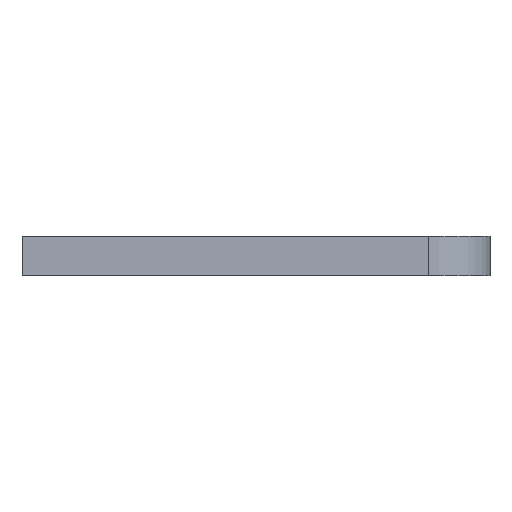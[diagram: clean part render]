
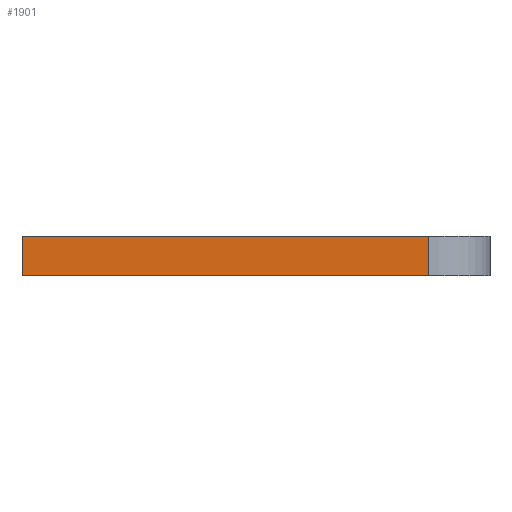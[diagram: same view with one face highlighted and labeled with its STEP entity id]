
A CAD part, left-side view. The second image highlights one B-rep face of the part: STEP entity #1901.
In plain terms, the highlighted planar face has unit normal (-1, 0, 0).
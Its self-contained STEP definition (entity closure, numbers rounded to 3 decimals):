
#55 = PLANE('',#56);
#56 = AXIS2_PLACEMENT_3D('',#57,#58,#59);
#57 = CARTESIAN_POINT('',(131.991,-95.415,0.));
#58 = DIRECTION('',(0.,1.,0.));
#59 = DIRECTION('',(1.,0.,0.));
#83 = PLANE('',#84);
#84 = AXIS2_PLACEMENT_3D('',#85,#86,#87);
#85 = CARTESIAN_POINT('',(148.501,-104.779,1.6));
#86 = DIRECTION('',(-0.,-0.,-1.));
#87 = DIRECTION('',(-1.,0.,0.));
#137 = PLANE('',#138);
#138 = AXIS2_PLACEMENT_3D('',#139,#140,#141);
#139 = CARTESIAN_POINT('',(148.501,-104.779,0.));
#140 = DIRECTION('',(-0.,-0.,-1.));
#141 = DIRECTION('',(-1.,0.,0.));
#152 = EDGE_CURVE('',#153,#155,#157,.T.);
#153 = VERTEX_POINT('',#154);
#154 = CARTESIAN_POINT('',(131.991,-95.415,0.));
#155 = VERTEX_POINT('',#156);
#156 = CARTESIAN_POINT('',(131.991,-95.415,1.6));
#157 = SURFACE_CURVE('',#158,(#162,#169),.PCURVE_S1.);
#158 = LINE('',#159,#160);
#159 = CARTESIAN_POINT('',(131.991,-95.415,0.));
#160 = VECTOR('',#161,1.);
#161 = DIRECTION('',(0.,0.,1.));
#162 = PCURVE('',#55,#163);
#163 = DEFINITIONAL_REPRESENTATION('',(#164),#168);
#164 = LINE('',#165,#166);
#165 = CARTESIAN_POINT('',(0.,0.));
#166 = VECTOR('',#167,1.);
#167 = DIRECTION('',(0.,-1.));
#168 = ( GEOMETRIC_REPRESENTATION_CONTEXT(2) 
PARAMETRIC_REPRESENTATION_CONTEXT() REPRESENTATION_CONTEXT('2D SPACE',''
  ) );
#169 = PCURVE('',#170,#175);
#170 = PLANE('',#171);
#171 = AXIS2_PLACEMENT_3D('',#172,#173,#174);
#172 = CARTESIAN_POINT('',(131.991,-112.052,0.));
#173 = DIRECTION('',(-1.,0.,0.));
#174 = DIRECTION('',(0.,1.,0.));
#175 = DEFINITIONAL_REPRESENTATION('',(#176),#180);
#176 = LINE('',#177,#178);
#177 = CARTESIAN_POINT('',(16.637,0.));
#178 = VECTOR('',#179,1.);
#179 = DIRECTION('',(0.,-1.));
#180 = ( GEOMETRIC_REPRESENTATION_CONTEXT(2) 
PARAMETRIC_REPRESENTATION_CONTEXT() REPRESENTATION_CONTEXT('2D SPACE',''
  ) );
#340 = VERTEX_POINT('',#341);
#341 = CARTESIAN_POINT('',(131.991,-112.052,0.));
#360 = CYLINDRICAL_SURFACE('',#361,2.54);
#361 = AXIS2_PLACEMENT_3D('',#362,#363,#364);
#362 = CARTESIAN_POINT('',(134.531,-112.052,0.));
#363 = DIRECTION('',(-0.,-0.,-1.));
#364 = DIRECTION('',(1.,0.,-0.));
#372 = EDGE_CURVE('',#340,#153,#373,.T.);
#373 = SURFACE_CURVE('',#374,(#378,#385),.PCURVE_S1.);
#374 = LINE('',#375,#376);
#375 = CARTESIAN_POINT('',(131.991,-112.052,0.));
#376 = VECTOR('',#377,1.);
#377 = DIRECTION('',(0.,1.,0.));
#378 = PCURVE('',#137,#379);
#379 = DEFINITIONAL_REPRESENTATION('',(#380),#384);
#380 = LINE('',#381,#382);
#381 = CARTESIAN_POINT('',(16.51,-7.273));
#382 = VECTOR('',#383,1.);
#383 = DIRECTION('',(0.,1.));
#384 = ( GEOMETRIC_REPRESENTATION_CONTEXT(2) 
PARAMETRIC_REPRESENTATION_CONTEXT() REPRESENTATION_CONTEXT('2D SPACE',''
  ) );
#385 = PCURVE('',#170,#386);
#386 = DEFINITIONAL_REPRESENTATION('',(#387),#391);
#387 = LINE('',#388,#389);
#388 = CARTESIAN_POINT('',(0.,0.));
#389 = VECTOR('',#390,1.);
#390 = DIRECTION('',(1.,0.));
#391 = ( GEOMETRIC_REPRESENTATION_CONTEXT(2) 
PARAMETRIC_REPRESENTATION_CONTEXT() REPRESENTATION_CONTEXT('2D SPACE',''
  ) );
#1193 = VERTEX_POINT('',#1194);
#1194 = CARTESIAN_POINT('',(131.991,-112.052,1.6));
#1220 = EDGE_CURVE('',#1193,#155,#1221,.T.);
#1221 = SURFACE_CURVE('',#1222,(#1226,#1233),.PCURVE_S1.);
#1222 = LINE('',#1223,#1224);
#1223 = CARTESIAN_POINT('',(131.991,-112.052,1.6));
#1224 = VECTOR('',#1225,1.);
#1225 = DIRECTION('',(0.,1.,0.));
#1226 = PCURVE('',#83,#1227);
#1227 = DEFINITIONAL_REPRESENTATION('',(#1228),#1232);
#1228 = LINE('',#1229,#1230);
#1229 = CARTESIAN_POINT('',(16.51,-7.273));
#1230 = VECTOR('',#1231,1.);
#1231 = DIRECTION('',(0.,1.));
#1232 = ( GEOMETRIC_REPRESENTATION_CONTEXT(2) 
PARAMETRIC_REPRESENTATION_CONTEXT() REPRESENTATION_CONTEXT('2D SPACE',''
  ) );
#1233 = PCURVE('',#170,#1234);
#1234 = DEFINITIONAL_REPRESENTATION('',(#1235),#1239);
#1235 = LINE('',#1236,#1237);
#1236 = CARTESIAN_POINT('',(0.,-1.6));
#1237 = VECTOR('',#1238,1.);
#1238 = DIRECTION('',(1.,0.));
#1239 = ( GEOMETRIC_REPRESENTATION_CONTEXT(2) 
PARAMETRIC_REPRESENTATION_CONTEXT() REPRESENTATION_CONTEXT('2D SPACE',''
  ) );
#1901 = ADVANCED_FACE('',(#1902),#170,.T.);
#1902 = FACE_BOUND('',#1903,.T.);
#1903 = EDGE_LOOP('',(#1904,#1925,#1926,#1927));
#1904 = ORIENTED_EDGE('',*,*,#1905,.T.);
#1905 = EDGE_CURVE('',#340,#1193,#1906,.T.);
#1906 = SURFACE_CURVE('',#1907,(#1911,#1918),.PCURVE_S1.);
#1907 = LINE('',#1908,#1909);
#1908 = CARTESIAN_POINT('',(131.991,-112.052,0.));
#1909 = VECTOR('',#1910,1.);
#1910 = DIRECTION('',(0.,0.,1.));
#1911 = PCURVE('',#170,#1912);
#1912 = DEFINITIONAL_REPRESENTATION('',(#1913),#1917);
#1913 = LINE('',#1914,#1915);
#1914 = CARTESIAN_POINT('',(0.,0.));
#1915 = VECTOR('',#1916,1.);
#1916 = DIRECTION('',(0.,-1.));
#1917 = ( GEOMETRIC_REPRESENTATION_CONTEXT(2) 
PARAMETRIC_REPRESENTATION_CONTEXT() REPRESENTATION_CONTEXT('2D SPACE',''
  ) );
#1918 = PCURVE('',#360,#1919);
#1919 = DEFINITIONAL_REPRESENTATION('',(#1920),#1924);
#1920 = LINE('',#1921,#1922);
#1921 = CARTESIAN_POINT('',(-3.142,0.));
#1922 = VECTOR('',#1923,1.);
#1923 = DIRECTION('',(-0.,-1.));
#1924 = ( GEOMETRIC_REPRESENTATION_CONTEXT(2) 
PARAMETRIC_REPRESENTATION_CONTEXT() REPRESENTATION_CONTEXT('2D SPACE',''
  ) );
#1925 = ORIENTED_EDGE('',*,*,#1220,.T.);
#1926 = ORIENTED_EDGE('',*,*,#152,.F.);
#1927 = ORIENTED_EDGE('',*,*,#372,.F.);
